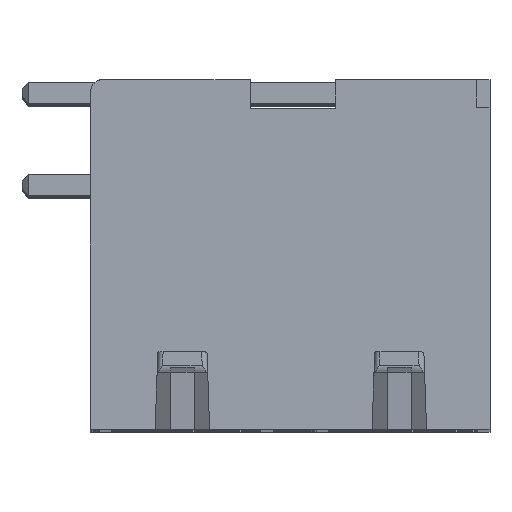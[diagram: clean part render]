
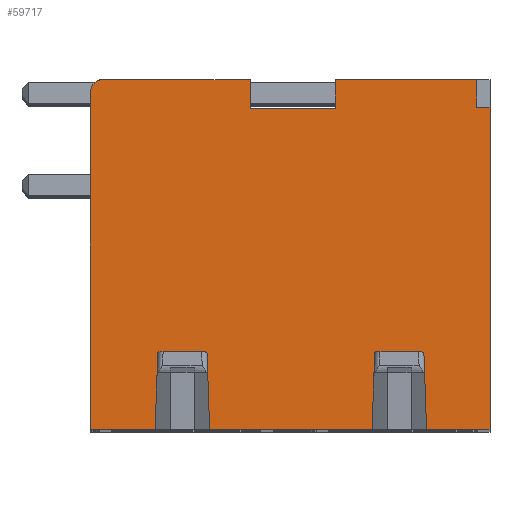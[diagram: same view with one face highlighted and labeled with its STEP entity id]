
A CAD part, top view. The second image highlights one B-rep face of the part: STEP entity #59717.
In plain terms, the highlighted planar face has unit normal (0, 0, 1).
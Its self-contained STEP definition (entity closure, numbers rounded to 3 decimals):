
#15681=DIRECTION('',(-1.,0.,0.));
#15682=VECTOR('',#15681,5.39);
#15683=CARTESIAN_POINT('',(11.703,13.3,33.7));
#15684=LINE('',#15683,#15682);
#15909=DIRECTION('',(0.,-1.,0.));
#15910=VECTOR('',#15909,1.092);
#15911=CARTESIAN_POINT('',(6.313,13.3,33.7));
#15912=LINE('',#15911,#15910);
#16029=DIRECTION('',(0.,1.,0.));
#16030=VECTOR('',#16029,1.092);
#16031=CARTESIAN_POINT('',(3.074,12.208,33.7));
#16032=LINE('',#16031,#16030);
#16613=DIRECTION('',(-1.,0.,0.));
#16614=VECTOR('',#16613,5.716);
#16615=CARTESIAN_POINT('',(3.074,13.3,33.7));
#16616=LINE('',#16615,#16614);
#17073=DIRECTION('',(0.,-1.,0.));
#17074=VECTOR('',#17073,0.02);
#17075=CARTESIAN_POINT('',(-2.641,13.3,33.7));
#17076=LINE('',#17075,#17074);
#20367=DIRECTION('',(-1.,0.,0.));
#20368=VECTOR('',#20367,3.238);
#20369=CARTESIAN_POINT('',(6.313,12.208,33.7));
#20370=LINE('',#20369,#20368);
#20371=DIRECTION('',(-0.035,-0.999,0.));
#20372=VECTOR('',#20371,2.716);
#20373=CARTESIAN_POINT('',(-0.443,2.714,33.7));
#20374=LINE('',#20373,#20372);
#20375=DIRECTION('',(-1.,0.,0.));
#20376=VECTOR('',#20375,2.463);
#20377=CARTESIAN_POINT('',(-0.537,0.,33.7));
#20378=LINE('',#20377,#20376);
#20379=DIRECTION('',(0.,1.,0.));
#20380=VECTOR('',#20379,12.8);
#20381=CARTESIAN_POINT('',(-3.,0.,33.7));
#20382=LINE('',#20381,#20380);
#20383=CARTESIAN_POINT('',(-2.5,12.8,33.7));
#20384=DIRECTION('',(0.,0.,-1.));
#20385=DIRECTION('',(-1.,0.,0.));
#20386=AXIS2_PLACEMENT_3D('',#20383,#20384,#20385);
#20388=DIRECTION('',(0.,-1.,0.));
#20389=VECTOR('',#20388,12.25);
#20390=CARTESIAN_POINT('',(12.2,12.25,33.7));
#20391=LINE('',#20390,#20389);
#20392=DIRECTION('',(-1.,0.,0.));
#20393=VECTOR('',#20392,2.413);
#20394=CARTESIAN_POINT('',(12.2,0.,33.7));
#20395=LINE('',#20394,#20393);
#20396=DIRECTION('',(-0.035,0.999,0.));
#20397=VECTOR('',#20396,2.716);
#20398=CARTESIAN_POINT('',(9.787,0.,33.7));
#20399=LINE('',#20398,#20397);
#20400=DIRECTION('',(-0.035,-0.999,0.));
#20401=VECTOR('',#20400,2.716);
#20402=CARTESIAN_POINT('',(7.807,2.714,33.7));
#20403=LINE('',#20402,#20401);
#20404=DIRECTION('',(-1.,0.,0.));
#20405=VECTOR('',#20404,6.175);
#20406=CARTESIAN_POINT('',(7.713,0.,33.7));
#20407=LINE('',#20406,#20405);
#20408=DIRECTION('',(-0.035,0.999,0.));
#20409=VECTOR('',#20408,2.716);
#20410=CARTESIAN_POINT('',(1.537,0.,33.7));
#20411=LINE('',#20410,#20409);
#20436=DIRECTION('',(1.,0.,0.));
#20437=VECTOR('',#20436,1.885);
#20438=CARTESIAN_POINT('',(-0.443,2.714,33.7));
#20439=LINE('',#20438,#20437);
#20593=DIRECTION('',(0.,1.,0.));
#20594=VECTOR('',#20593,1.05);
#20595=CARTESIAN_POINT('',(11.703,12.25,33.7));
#20596=LINE('',#20595,#20594);
#20609=DIRECTION('',(-1.,0.,0.));
#20610=VECTOR('',#20609,0.497);
#20611=CARTESIAN_POINT('',(12.2,12.25,33.7));
#20612=LINE('',#20611,#20610);
#20629=DIRECTION('',(1.,0.,0.));
#20630=VECTOR('',#20629,1.885);
#20631=CARTESIAN_POINT('',(7.807,2.714,33.7));
#20632=LINE('',#20631,#20630);
#22501=CARTESIAN_POINT('',(-3.,0.,33.7));
#22502=VERTEX_POINT('',#22501);
#22503=CARTESIAN_POINT('',(-0.537,0.,33.7));
#22504=VERTEX_POINT('',#22503);
#22509=CARTESIAN_POINT('',(1.537,0.,33.7));
#22510=VERTEX_POINT('',#22509);
#22511=CARTESIAN_POINT('',(7.713,0.,33.7));
#22512=VERTEX_POINT('',#22511);
#22517=CARTESIAN_POINT('',(9.787,0.,33.7));
#22518=VERTEX_POINT('',#22517);
#22519=CARTESIAN_POINT('',(12.2,0.,33.7));
#22520=VERTEX_POINT('',#22519);
#22601=CARTESIAN_POINT('',(12.2,12.25,33.7));
#22602=VERTEX_POINT('',#22601);
#22609=CARTESIAN_POINT('',(11.703,13.3,33.7));
#22610=VERTEX_POINT('',#22609);
#22611=CARTESIAN_POINT('',(6.313,13.3,33.7));
#22612=VERTEX_POINT('',#22611);
#22613=CARTESIAN_POINT('',(6.313,12.208,33.7));
#22614=VERTEX_POINT('',#22613);
#22623=CARTESIAN_POINT('',(3.074,12.208,33.7));
#22624=CARTESIAN_POINT('',(3.074,13.3,33.7));
#22625=VERTEX_POINT('',#22623);
#22626=VERTEX_POINT('',#22624);
#22635=CARTESIAN_POINT('',(-2.641,13.3,33.7));
#22636=VERTEX_POINT('',#22635);
#22637=CARTESIAN_POINT('',(-2.641,13.28,33.7));
#22638=VERTEX_POINT('',#22637);
#22667=CARTESIAN_POINT('',(-0.443,2.714,33.7));
#22668=VERTEX_POINT('',#22667);
#22669=CARTESIAN_POINT('',(-3.,12.8,33.7));
#22670=VERTEX_POINT('',#22669);
#22671=CARTESIAN_POINT('',(11.703,12.25,33.7));
#22672=VERTEX_POINT('',#22671);
#22673=CARTESIAN_POINT('',(9.693,2.714,33.7));
#22674=VERTEX_POINT('',#22673);
#22675=CARTESIAN_POINT('',(7.807,2.714,33.7));
#22676=VERTEX_POINT('',#22675);
#22677=CARTESIAN_POINT('',(1.443,2.714,33.7));
#22678=VERTEX_POINT('',#22677);
#59680=CARTESIAN_POINT('',(0.,0.,33.7));
#59681=DIRECTION('',(0.,0.,1.));
#59682=DIRECTION('',(1.,0.,0.));
#59683=AXIS2_PLACEMENT_3D('',#59680,#59681,#59682);
#59684=PLANE('',#59683);
#59686=ORIENTED_EDGE('',*,*,#59685,.T.);
#59687=ORIENTED_EDGE('',*,*,#29699,.T.);
#59689=ORIENTED_EDGE('',*,*,#59688,.T.);
#59691=ORIENTED_EDGE('',*,*,#59690,.T.);
#59692=ORIENTED_EDGE('',*,*,#53652,.F.);
#59693=ORIENTED_EDGE('',*,*,#53622,.F.);
#59694=ORIENTED_EDGE('',*,*,#52485,.F.);
#59695=ORIENTED_EDGE('',*,*,#59675,.F.);
#59696=ORIENTED_EDGE('',*,*,#52223,.F.);
#59697=ORIENTED_EDGE('',*,*,#52208,.F.);
#59699=ORIENTED_EDGE('',*,*,#59698,.F.);
#59701=ORIENTED_EDGE('',*,*,#59700,.F.);
#59702=ORIENTED_EDGE('',*,*,#51926,.T.);
#59703=ORIENTED_EDGE('',*,*,#29715,.T.);
#59705=ORIENTED_EDGE('',*,*,#59704,.T.);
#59707=ORIENTED_EDGE('',*,*,#59706,.F.);
#59709=ORIENTED_EDGE('',*,*,#59708,.T.);
#59710=ORIENTED_EDGE('',*,*,#29707,.T.);
#59712=ORIENTED_EDGE('',*,*,#59711,.T.);
#59714=ORIENTED_EDGE('',*,*,#59713,.F.);
#59715=EDGE_LOOP('',(#59686,#59687,#59689,#59691,#59692,#59693,#59694,#59695,
#59696,#59697,#59699,#59701,#59702,#59703,#59705,#59707,#59709,#59710,#59712,
#59714));
#59716=FACE_OUTER_BOUND('',#59715,.F.);
#59717=ADVANCED_FACE('',(#59716),#59684,.T.);
#20387=CIRCLE('',#20386,0.5);
#29699=EDGE_CURVE('',#22504,#22502,#20378,.T.);
#29707=EDGE_CURVE('',#22512,#22510,#20407,.T.);
#29715=EDGE_CURVE('',#22520,#22518,#20395,.T.);
#51926=EDGE_CURVE('',#22602,#22520,#20391,.T.);
#52208=EDGE_CURVE('',#22610,#22612,#15684,.T.);
#52223=EDGE_CURVE('',#22612,#22614,#15912,.T.);
#52485=EDGE_CURVE('',#22625,#22626,#16032,.T.);
#53622=EDGE_CURVE('',#22626,#22636,#16616,.T.);
#53652=EDGE_CURVE('',#22636,#22638,#17076,.T.);
#59675=EDGE_CURVE('',#22614,#22625,#20370,.T.);
#59685=EDGE_CURVE('',#22668,#22504,#20374,.T.);
#59688=EDGE_CURVE('',#22502,#22670,#20382,.T.);
#59690=EDGE_CURVE('',#22670,#22638,#20387,.T.);
#59698=EDGE_CURVE('',#22672,#22610,#20596,.T.);
#59700=EDGE_CURVE('',#22602,#22672,#20612,.T.);
#59704=EDGE_CURVE('',#22518,#22674,#20399,.T.);
#59706=EDGE_CURVE('',#22676,#22674,#20632,.T.);
#59708=EDGE_CURVE('',#22676,#22512,#20403,.T.);
#59711=EDGE_CURVE('',#22510,#22678,#20411,.T.);
#59713=EDGE_CURVE('',#22668,#22678,#20439,.T.);
